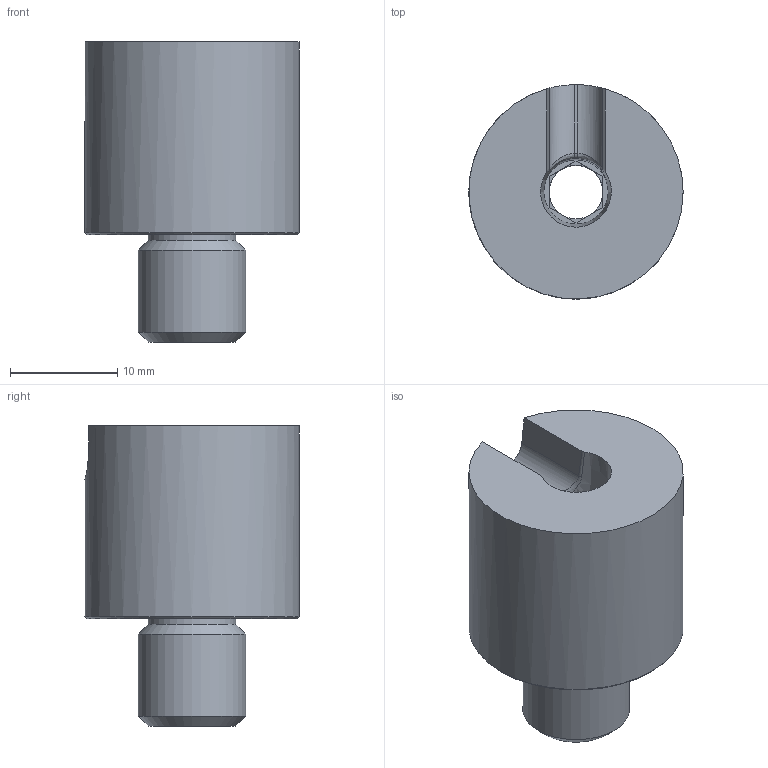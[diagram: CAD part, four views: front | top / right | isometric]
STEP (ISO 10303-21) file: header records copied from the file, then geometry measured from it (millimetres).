
FILE_DESCRIPTION(('STEP AP214'),'1');
FILE_NAME('1095_75_Angusweiche_Z.stp','2023-08-01T12:03:59',(' '),(' '),'Spatial InterOp 3D',' ',' ');
FILE_SCHEMA(('AUTOMOTIVE_DESIGN { 1 0 10303 214 1 1 1 1 }'));
Length unit declared in the file: millimetre
Products named in the file (1): 1689051756
Bounding box: 20 x 20 x 28 mm (x, y, z)
Volume: 5569.3 mm3; surface area: 2522.1 mm2
Topology: 1 solids, 1 shells, 36 faces, 82 edges, 49 vertices
Faces by surface type: plane 19, cylinder 7, cone 5, bspline 4, torus 1
Full cylindrical faces by diameter (mm): 5 x1, 6 x1, 8.16 x1, 10 x1, 20 x1
Entity records: 1927 total; most frequent: CARTESIAN_POINT 521, DIRECTION 146, ORIENTED_EDGE 140, STYLED_ITEM 108, PRESENTATION_STYLE_ASSIGNMENT 108, COLOUR_RGB 108, CURVE_STYLE 71, DRAUGHTING_PRE_DEFINED_CURVE_FONT 71
